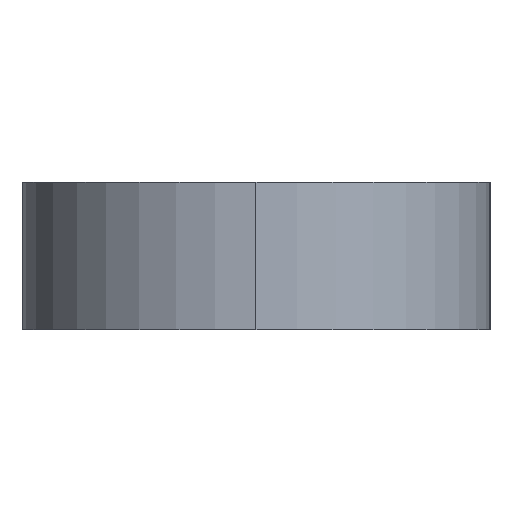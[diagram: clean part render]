
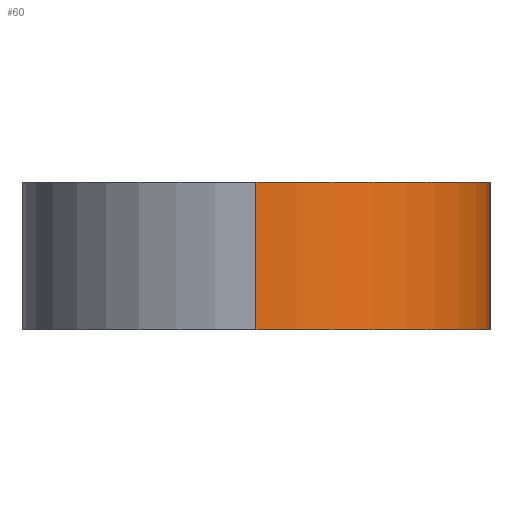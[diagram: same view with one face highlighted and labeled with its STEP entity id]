
A CAD part, left-side view. The second image highlights one B-rep face of the part: STEP entity #60.
In plain terms, the highlighted cylindrical face has radius 6.35 mm (diameter 12.7 mm), a partial arc.
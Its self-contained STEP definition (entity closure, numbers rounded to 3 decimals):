
#2 = CARTESIAN_POINT ( 'NONE',  ( -83.37, 0., -2. ) ) ;
#24 = ORIENTED_EDGE ( 'NONE', *, *, #397, .T. ) ;
#41 = CARTESIAN_POINT ( 'NONE',  ( -89.72, 0., -2. ) ) ;
#45 = LINE ( 'NONE', #156, #403 ) ;
#60 = ADVANCED_FACE ( 'NONE', ( #701 ), #246, .T. ) ;
#84 = AXIS2_PLACEMENT_3D ( 'NONE', #355, #418, #657 ) ;
#99 = CARTESIAN_POINT ( 'NONE',  ( -83.37, -6.35, 2. ) ) ;
#125 = VERTEX_POINT ( 'NONE', #760 ) ;
#137 = ORIENTED_EDGE ( 'NONE', *, *, #245, .F. ) ;
#156 = CARTESIAN_POINT ( 'NONE',  ( -89.72, 0., 2. ) ) ;
#217 = DIRECTION ( 'NONE',  ( 0., 0., -1. ) ) ;
#227 = CIRCLE ( 'NONE', #414, 6.35 ) ;
#232 = ORIENTED_EDGE ( 'NONE', *, *, #379, .F. ) ;
#245 = EDGE_CURVE ( 'NONE', #125, #574, #529, .T. ) ;
#246 = CYLINDRICAL_SURFACE ( 'NONE', #364, 6.35 ) ;
#258 = DIRECTION ( 'NONE',  ( 0., 0., 1. ) ) ;
#300 = DIRECTION ( 'NONE',  ( -1., 0., 0. ) ) ;
#309 = DIRECTION ( 'NONE',  ( 0., 0., -1. ) ) ;
#322 = CARTESIAN_POINT ( 'NONE',  ( -89.72, 0., 2. ) ) ;
#339 = VERTEX_POINT ( 'NONE', #41 ) ;
#355 = CARTESIAN_POINT ( 'NONE',  ( -83.37, 0., 2. ) ) ;
#362 = DIRECTION ( 'NONE',  ( 1., 0., 0. ) ) ;
#364 = AXIS2_PLACEMENT_3D ( 'NONE', #774, #309, #300 ) ;
#379 = EDGE_CURVE ( 'NONE', #601, #125, #428, .T. ) ;
#397 = EDGE_CURVE ( 'NONE', #339, #574, #227, .T. ) ;
#403 = VECTOR ( 'NONE', #217, 1000. ) ;
#414 = AXIS2_PLACEMENT_3D ( 'NONE', #2, #258, #362 ) ;
#418 = DIRECTION ( 'NONE',  ( 0., 0., 1. ) ) ;
#428 = CIRCLE ( 'NONE', #84, 6.35 ) ;
#453 = ORIENTED_EDGE ( 'NONE', *, *, #746, .T. ) ;
#456 = DIRECTION ( 'NONE',  ( 0., 0., -1. ) ) ;
#472 = VECTOR ( 'NONE', #456, 1000. ) ;
#529 = LINE ( 'NONE', #99, #472 ) ;
#574 = VERTEX_POINT ( 'NONE', #726 ) ;
#601 = VERTEX_POINT ( 'NONE', #322 ) ;
#657 = DIRECTION ( 'NONE',  ( 1., 0., 0. ) ) ;
#668 = EDGE_LOOP ( 'NONE', ( #232, #453, #24, #137 ) ) ;
#701 = FACE_OUTER_BOUND ( 'NONE', #668, .T. ) ;
#726 = CARTESIAN_POINT ( 'NONE',  ( -83.37, -6.35, -2. ) ) ;
#746 = EDGE_CURVE ( 'NONE', #601, #339, #45, .T. ) ;
#760 = CARTESIAN_POINT ( 'NONE',  ( -83.37, -6.35, 2. ) ) ;
#774 = CARTESIAN_POINT ( 'NONE',  ( -83.37, 0., 2. ) ) ;
